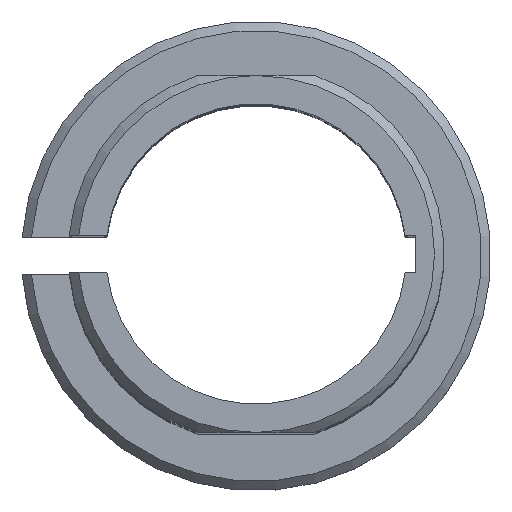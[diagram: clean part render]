
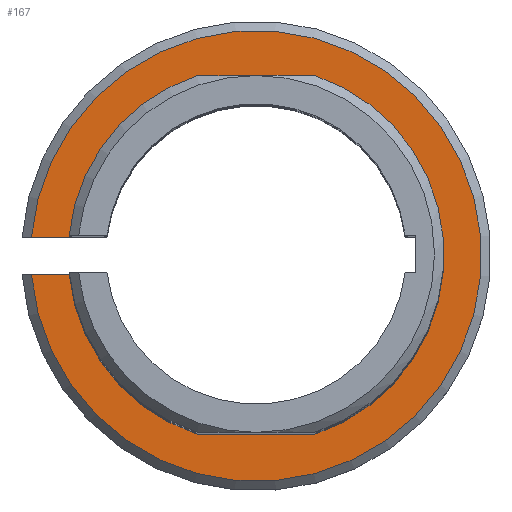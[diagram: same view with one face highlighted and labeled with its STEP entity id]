
A CAD part, top view. The second image highlights one B-rep face of the part: STEP entity #167.
In plain terms, the highlighted planar face has unit normal (0, 0, 1).
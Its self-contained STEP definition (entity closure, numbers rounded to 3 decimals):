
#33=PLANE('',#1287);
#167=ADVANCED_FACE('',(#254),#33,.F.);
#254=FACE_OUTER_BOUND('',#315,.T.);
#315=EDGE_LOOP('',(#668,#669,#670,#671,#672,#673,#674,#675));
#383=LINE('',#2071,#451);
#384=LINE('',#2073,#452);
#385=LINE('',#2074,#453);
#386=LINE('',#2075,#454);
#451=VECTOR('',#1574,1.);
#452=VECTOR('',#1575,1.);
#453=VECTOR('',#1576,1.);
#454=VECTOR('',#1577,1.);
#668=ORIENTED_EDGE('',*,*,#1086,.F.);
#669=ORIENTED_EDGE('',*,*,#1013,.T.);
#670=ORIENTED_EDGE('',*,*,#1087,.F.);
#671=ORIENTED_EDGE('',*,*,#958,.T.);
#672=ORIENTED_EDGE('',*,*,#1088,.F.);
#673=ORIENTED_EDGE('',*,*,#1009,.T.);
#674=ORIENTED_EDGE('',*,*,#1089,.F.);
#675=ORIENTED_EDGE('',*,*,#1090,.T.);
#838=VERTEX_POINT('',#1703);
#839=VERTEX_POINT('',#1705);
#870=VERTEX_POINT('',#1859);
#871=VERTEX_POINT('',#1860);
#872=VERTEX_POINT('',#1865);
#873=VERTEX_POINT('',#1867);
#922=VERTEX_POINT('',#2072);
#923=VERTEX_POINT('',#2076);
#958=EDGE_CURVE('',#839,#838,#1116,.T.);
#1009=EDGE_CURVE('',#870,#871,#1132,.T.);
#1013=EDGE_CURVE('',#873,#872,#1133,.T.);
#1086=EDGE_CURVE('',#873,#922,#383,.T.);
#1087=EDGE_CURVE('',#839,#872,#384,.T.);
#1088=EDGE_CURVE('',#870,#838,#385,.T.);
#1089=EDGE_CURVE('',#923,#871,#386,.T.);
#1090=EDGE_CURVE('',#923,#922,#1158,.T.);
#1116=CIRCLE('',#1202,20.);
#1132=CIRCLE('',#1236,20.);
#1133=CIRCLE('',#1238,20.);
#1158=CIRCLE('',#1286,24.);
#1202=AXIS2_PLACEMENT_3D('',#1704,#1358,#1359);
#1236=AXIS2_PLACEMENT_3D('',#1858,#1443,#1444);
#1238=AXIS2_PLACEMENT_3D('',#1866,#1450,#1451);
#1286=AXIS2_PLACEMENT_3D('',#2077,#1578,#1579);
#1287=AXIS2_PLACEMENT_3D('',#2078,#1580,#1581);
#1358=DIRECTION('',(0.,0.,-1.));
#1359=DIRECTION('',(0.,-1.,0.));
#1443=DIRECTION('',(0.,0.,-1.));
#1444=DIRECTION('',(0.,-1.,0.));
#1450=DIRECTION('',(0.,0.,-1.));
#1451=DIRECTION('',(0.,-1.,0.));
#1574=DIRECTION('',(-1.,0.,0.));
#1575=DIRECTION('',(-1.,0.,0.));
#1576=DIRECTION('',(1.,0.,0.));
#1577=DIRECTION('',(1.,0.,0.));
#1578=DIRECTION('',(0.,0.,1.));
#1579=DIRECTION('',(0.,-1.,0.));
#1580=DIRECTION('',(0.,0.,-1.));
#1581=DIRECTION('',(0.,1.,0.));
#1703=CARTESIAN_POINT('',(6.245,-19.,0.));
#1704=CARTESIAN_POINT('',(0.,0.,0.));
#1705=CARTESIAN_POINT('',(6.245,19.,0.));
#1858=CARTESIAN_POINT('',(0.,0.,0.));
#1859=CARTESIAN_POINT('',(-6.245,-19.,0.));
#1860=CARTESIAN_POINT('',(-19.9,-2.,0.));
#1865=CARTESIAN_POINT('',(-6.245,19.,0.));
#1866=CARTESIAN_POINT('',(0.,0.,0.));
#1867=CARTESIAN_POINT('',(-19.9,2.,0.));
#2071=CARTESIAN_POINT('',(20.,2.,0.));
#2072=CARTESIAN_POINT('',(-23.917,2.,0.));
#2073=CARTESIAN_POINT('',(20.,19.,0.));
#2074=CARTESIAN_POINT('',(20.,-19.,0.));
#2075=CARTESIAN_POINT('',(20.,-2.,0.));
#2076=CARTESIAN_POINT('',(-23.917,-2.,0.));
#2077=CARTESIAN_POINT('',(0.,0.,0.));
#2078=CARTESIAN_POINT('',(20.,0.,0.));
